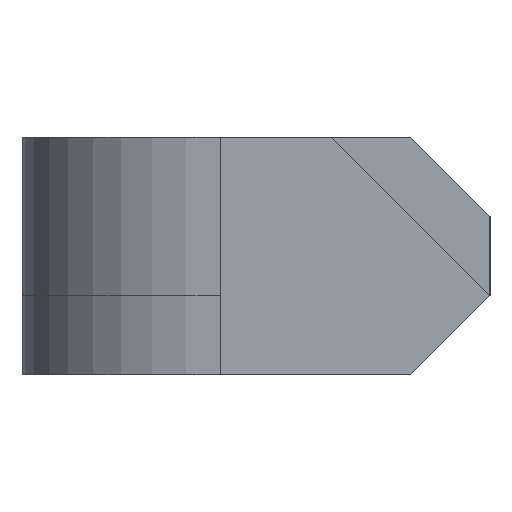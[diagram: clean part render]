
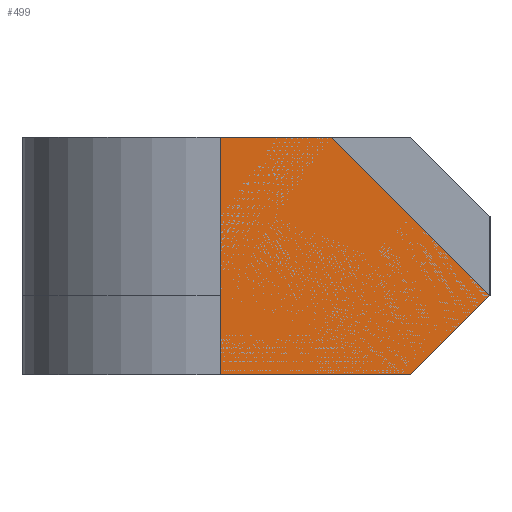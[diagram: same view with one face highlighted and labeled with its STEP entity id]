
A CAD part, left-side view. The second image highlights one B-rep face of the part: STEP entity #499.
In plain terms, the highlighted planar face has unit normal (-1, 0, 0).
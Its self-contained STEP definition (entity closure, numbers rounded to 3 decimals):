
#61 = CARTESIAN_POINT ( 'NONE',  ( -36.4, 0.7, 0. ) ) ;
#79 = EDGE_CURVE ( 'NONE', #247, #303, #981, .T. ) ;
#156 = ORIENTED_EDGE ( 'NONE', *, *, #853, .F. ) ;
#212 = EDGE_CURVE ( 'NONE', #849, #562, #1687, .T. ) ;
#215 = VECTOR ( 'NONE', #796, 1000. ) ;
#240 = CARTESIAN_POINT ( 'NONE',  ( -36.4, -1.2, 2. ) ) ;
#247 = VERTEX_POINT ( 'NONE', #61 ) ;
#268 = DIRECTION ( 'NONE',  ( -1., 0., 0. ) ) ;
#277 = CARTESIAN_POINT ( 'NONE',  ( -36.4, 0., 0. ) ) ;
#303 = VERTEX_POINT ( 'NONE', #1764 ) ;
#337 = CARTESIAN_POINT ( 'NONE',  ( -36.4, 0.7, -1. ) ) ;
#367 = LINE ( 'NONE', #240, #878 ) ;
#425 = EDGE_CURVE ( 'NONE', #303, #849, #1637, .T. ) ;
#480 = EDGE_CURVE ( 'NONE', #1463, #247, #1182, .T. ) ;
#499 = ADVANCED_FACE ( 'NONE', ( #1064 ), #567, .T. ) ;
#533 = DIRECTION ( 'NONE',  ( 0., -1., 0. ) ) ;
#542 = EDGE_LOOP ( 'NONE', ( #1505, #1116, #800, #896, #156, #1824 ) ) ;
#562 = VERTEX_POINT ( 'NONE', #887 ) ;
#567 = PLANE ( 'NONE',  #1090 ) ;
#796 = DIRECTION ( 'NONE',  ( 0., -0.707, 0.707 ) ) ;
#800 = ORIENTED_EDGE ( 'NONE', *, *, #425, .T. ) ;
#802 = EDGE_CURVE ( 'NONE', #1463, #1642, #367, .T. ) ;
#822 = CARTESIAN_POINT ( 'NONE',  ( -36.4, -1.7, -1. ) ) ;
#834 = VECTOR ( 'NONE', #533, 1000. ) ;
#849 = VERTEX_POINT ( 'NONE', #822 ) ;
#853 = EDGE_CURVE ( 'NONE', #1642, #562, #1924, .T. ) ;
#868 = CARTESIAN_POINT ( 'NONE',  ( -36.4, 0.7, 0. ) ) ;
#878 = VECTOR ( 'NONE', #1730, 1000. ) ;
#887 = CARTESIAN_POINT ( 'NONE',  ( -36.4, -2.7, 0. ) ) ;
#896 = ORIENTED_EDGE ( 'NONE', *, *, #212, .T. ) ;
#928 = VECTOR ( 'NONE', #1632, 1000. ) ;
#981 = LINE ( 'NONE', #337, #1813 ) ;
#1047 = CARTESIAN_POINT ( 'NONE',  ( -36.4, -0.7, 2. ) ) ;
#1064 = FACE_OUTER_BOUND ( 'NONE', #542, .T. ) ;
#1076 = DIRECTION ( 'NONE',  ( 0., 0., -1. ) ) ;
#1090 = AXIS2_PLACEMENT_3D ( 'NONE', #277, #268, #1168 ) ;
#1101 = CARTESIAN_POINT ( 'NONE',  ( -36.4, 0.7, 2. ) ) ;
#1116 = ORIENTED_EDGE ( 'NONE', *, *, #79, .T. ) ;
#1168 = DIRECTION ( 'NONE',  ( 0., 0., 1. ) ) ;
#1182 = LINE ( 'NONE', #868, #928 ) ;
#1257 = DIRECTION ( 'NONE',  ( 0., -0.707, -0.707 ) ) ;
#1277 = VECTOR ( 'NONE', #1257, 1000. ) ;
#1414 = CARTESIAN_POINT ( 'NONE',  ( -36.4, -2.7, 0. ) ) ;
#1442 = CARTESIAN_POINT ( 'NONE',  ( -36.4, -1.7, -1. ) ) ;
#1463 = VERTEX_POINT ( 'NONE', #1101 ) ;
#1505 = ORIENTED_EDGE ( 'NONE', *, *, #480, .T. ) ;
#1632 = DIRECTION ( 'NONE',  ( 0., 0., -1. ) ) ;
#1637 = LINE ( 'NONE', #1442, #834 ) ;
#1642 = VERTEX_POINT ( 'NONE', #1047 ) ;
#1687 = LINE ( 'NONE', #1414, #215 ) ;
#1730 = DIRECTION ( 'NONE',  ( 0., -1., 0. ) ) ;
#1764 = CARTESIAN_POINT ( 'NONE',  ( -36.4, 0.7, -1. ) ) ;
#1813 = VECTOR ( 'NONE', #1076, 1000. ) ;
#1824 = ORIENTED_EDGE ( 'NONE', *, *, #802, .F. ) ;
#1871 = CARTESIAN_POINT ( 'NONE',  ( -36.4, -2.7, 0. ) ) ;
#1924 = LINE ( 'NONE', #1871, #1277 ) ;
